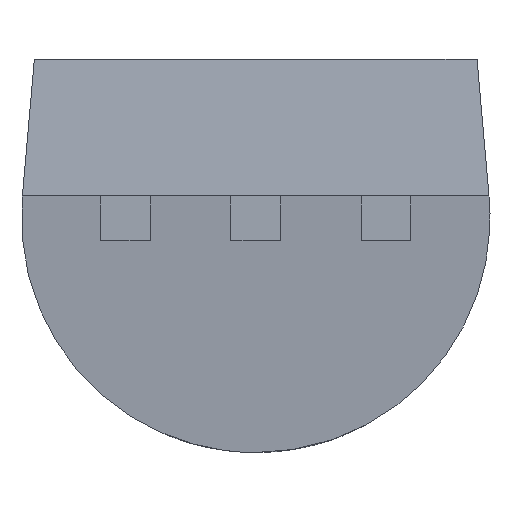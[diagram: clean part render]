
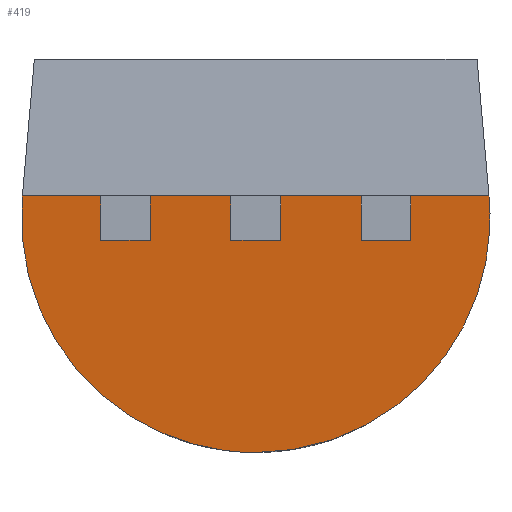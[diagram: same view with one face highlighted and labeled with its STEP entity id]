
A CAD part, front view. The second image highlights one B-rep face of the part: STEP entity #419.
In plain terms, the highlighted planar face has unit normal (0, -0.996, -0.087).
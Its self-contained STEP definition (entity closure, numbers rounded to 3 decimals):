
#19 = PLANE ( 'NONE',  #933 ) ;
#173 = EDGE_CURVE ( 'NONE', #451, #912, #854, .T. ) ;
#174 = LINE ( 'NONE', #1082, #791 ) ;
#184 = VERTEX_POINT ( 'NONE', #321 ) ;
#222 = VECTOR ( 'NONE', #301, 1000. ) ;
#231 = DIRECTION ( 'NONE',  ( -0.087, 0.087, -0.992 ) ) ;
#301 = DIRECTION ( 'NONE',  ( -0.087, -0.087, 0.992 ) ) ;
#312 = CARTESIAN_POINT ( 'NONE',  ( -2.276, 15.492, 0.199 ) ) ;
#321 = CARTESIAN_POINT ( 'NONE',  ( 2.276, 15.492, 0.199 ) ) ;
#336 = CARTESIAN_POINT ( 'NONE',  ( 2.275, 15.49, 0.218 ) ) ;
#350 = ORIENTED_EDGE ( 'NONE', *, *, #1017, .F. ) ;
#364 = EDGE_CURVE ( 'NONE', #912, #184, #464, .T. ) ;
#370 = DIRECTION ( 'NONE',  ( 1., 0., 0. ) ) ;
#372 = CARTESIAN_POINT ( 'NONE',  ( 0., 15.709, -2.285 ) ) ;
#383 = DIRECTION ( 'NONE',  ( 0., 0.087, -0.996 ) ) ;
#419 = ADVANCED_FACE ( 'NONE', ( #1039 ), #19, .T. ) ;
#451 = VERTEX_POINT ( 'NONE', #722 ) ;
#464 =( BOUNDED_CURVE ( )  B_SPLINE_CURVE ( 3, ( #816, #931, #764, #529 ),
 .UNSPECIFIED., .F., .T. ) 
 B_SPLINE_CURVE_WITH_KNOTS ( ( 4, 4 ),
 ( 3.142, 4.8 ),
 .UNSPECIFIED. ) 
 CURVE ( )  GEOMETRIC_REPRESENTATION_ITEM ( )  RATIONAL_B_SPLINE_CURVE ( ( 1., 0.784, 0.784, 1. ) ) 
 REPRESENTATION_ITEM ( '' )  );
#500 = CARTESIAN_POINT ( 'NONE',  ( -1.433, 15.709, -2.285 ) ) ;
#529 = CARTESIAN_POINT ( 'NONE',  ( 2.276, 15.492, 0.199 ) ) ;
#578 = CARTESIAN_POINT ( 'NONE',  ( 0., 15.709, -2.285 ) ) ;
#581 = VECTOR ( 'NONE', #370, 1000. ) ;
#620 = VERTEX_POINT ( 'NONE', #336 ) ;
#637 = DIRECTION ( 'NONE',  ( 0., -0.996, -0.087 ) ) ;
#664 = EDGE_CURVE ( 'NONE', #184, #620, #689, .T. ) ;
#689 = LINE ( 'NONE', #785, #222 ) ;
#722 = CARTESIAN_POINT ( 'NONE',  ( -2.276, 15.492, 0.199 ) ) ;
#740 = CARTESIAN_POINT ( 'NONE',  ( -2.275, 15.49, 0.218 ) ) ;
#764 = CARTESIAN_POINT ( 'NONE',  ( 2.401, 15.617, -1.228 ) ) ;
#771 = EDGE_CURVE ( 'NONE', #1034, #451, #174, .T. ) ;
#785 = CARTESIAN_POINT ( 'NONE',  ( 2.314, 15.529, -0.227 ) ) ;
#791 = VECTOR ( 'NONE', #231, 1000. ) ;
#816 = CARTESIAN_POINT ( 'NONE',  ( 0., 15.709, -2.285 ) ) ;
#854 =( BOUNDED_CURVE ( )  B_SPLINE_CURVE ( 3, ( #312, #1006, #500, #578 ),
 .UNSPECIFIED., .F., .T. ) 
 B_SPLINE_CURVE_WITH_KNOTS ( ( 4, 4 ),
 ( 1.484, 3.142 ),
 .UNSPECIFIED. ) 
 CURVE ( )  GEOMETRIC_REPRESENTATION_ITEM ( )  RATIONAL_B_SPLINE_CURVE ( ( 1., 0.784, 0.784, 1. ) ) 
 REPRESENTATION_ITEM ( '' )  );
#912 = VERTEX_POINT ( 'NONE', #372 ) ;
#931 = CARTESIAN_POINT ( 'NONE',  ( 1.433, 15.709, -2.285 ) ) ;
#933 = AXIS2_PLACEMENT_3D ( 'NONE', #1064, #637, #383 ) ;
#986 = ORIENTED_EDGE ( 'NONE', *, *, #771, .T. ) ;
#1002 = ORIENTED_EDGE ( 'NONE', *, *, #173, .T. ) ;
#1006 = CARTESIAN_POINT ( 'NONE',  ( -2.401, 15.617, -1.228 ) ) ;
#1014 = ORIENTED_EDGE ( 'NONE', *, *, #364, .T. ) ;
#1017 = EDGE_CURVE ( 'NONE', #1034, #620, #1108, .T. ) ;
#1034 = VERTEX_POINT ( 'NONE', #740 ) ;
#1039 = FACE_OUTER_BOUND ( 'NONE', #1080, .T. ) ;
#1064 = CARTESIAN_POINT ( 'NONE',  ( -2.285, 15.49, 0.218 ) ) ;
#1067 = CARTESIAN_POINT ( 'NONE',  ( 0., 15.49, 0.218 ) ) ;
#1070 = ORIENTED_EDGE ( 'NONE', *, *, #664, .T. ) ;
#1080 = EDGE_LOOP ( 'NONE', ( #986, #1002, #1014, #1070, #350 ) ) ;
#1082 = CARTESIAN_POINT ( 'NONE',  ( -2.197, 15.412, 1.111 ) ) ;
#1108 = LINE ( 'NONE', #1067, #581 ) ;
